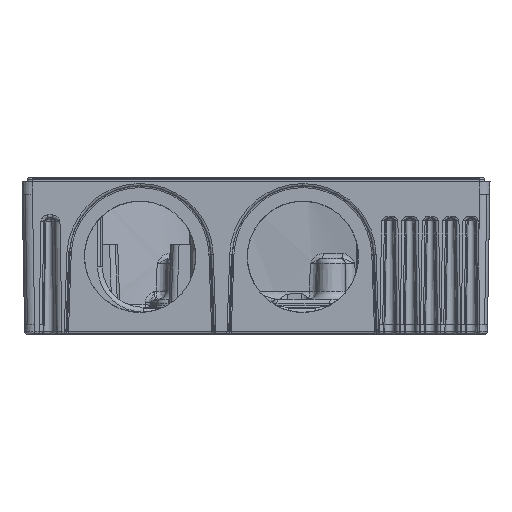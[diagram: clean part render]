
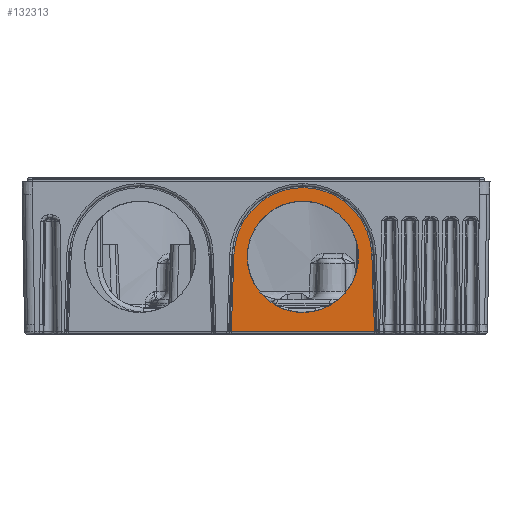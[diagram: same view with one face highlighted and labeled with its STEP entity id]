
A CAD part, front view. The second image highlights one B-rep face of the part: STEP entity #132313.
In plain terms, the highlighted planar face has unit normal (0, -1, -0.018).
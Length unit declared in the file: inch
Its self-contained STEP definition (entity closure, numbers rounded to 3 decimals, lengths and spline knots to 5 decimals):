
#6843=CARTESIAN_POINT('',(1.23991,-5.14373,0.83));
#6844=VERTEX_POINT('',#6843);
#6869=CARTESIAN_POINT('',(-0.12755,-5.14373,0.83));
#6870=VERTEX_POINT('',#6869);
#6877=CARTESIAN_POINT('',(0.55618,-5.1318,0.14648));
#6878=VERTEX_POINT('',#6877);
#6879=CARTESIAN_POINT('',(0.55618,-5.14374,0.83021));
#6880=DIRECTION('',(0.,-1.,-0.017));
#6881=DIRECTION('',(0.,-0.017,1.));
#6882=AXIS2_PLACEMENT_3D('',#6879,#6880,#6881);
#6883=ELLIPSE('',#6882,0.68383,0.68373);
#6884=EDGE_CURVE('',#6870,#6878,#6883,.T.);
#6886=CARTESIAN_POINT('',(0.55618,-5.14374,0.83021));
#6887=DIRECTION('',(0.,-1.,-0.017));
#6888=DIRECTION('',(0.,-0.017,1.));
#6889=AXIS2_PLACEMENT_3D('',#6886,#6887,#6888);
#6890=ELLIPSE('',#6889,0.68383,0.68373);
#6891=EDGE_CURVE('',#6878,#6844,#6890,.T.);
#34218=CARTESIAN_POINT('',(0.55618,-5.15858,1.68043));
#34219=VERTEX_POINT('',#34218);
#34235=CARTESIAN_POINT('',(-0.29016,-5.14431,0.86325));
#34236=VERTEX_POINT('',#34235);
#34244=CARTESIAN_POINT('',(0.55618,-5.1438,0.8337));
#34245=DIRECTION('',(0.,1.,0.017));
#34246=DIRECTION('',(0.,-0.017,1.));
#34247=AXIS2_PLACEMENT_3D('',#34244,#34245,#34246);
#34248=CIRCLE('',#34247,0.84686);
#34249=EDGE_CURVE('',#34236,#34219,#34248,.T.);
#44640=CARTESIAN_POINT('',(1.43583,-5.12766,-0.09052));
#44641=VERTEX_POINT('',#44640);
#44649=CARTESIAN_POINT('',(-0.32347,-5.12766,-0.09052));
#44650=VERTEX_POINT('',#44649);
#44651=CARTESIAN_POINT('',(1.43583,-5.12766,-0.09052));
#44652=DIRECTION('',(-1.0,0.0,0.0));
#44653=VECTOR('',#44652,1.7593);
#44654=LINE('',#44651,#44653);
#44655=EDGE_CURVE('',#44641,#44650,#44654,.T.);
#132212=CARTESIAN_POINT('',(1.40252,-5.14431,0.86325));
#132213=VERTEX_POINT('',#132212);
#132214=CARTESIAN_POINT('',(0.55618,-5.1438,0.8337));
#132215=DIRECTION('',(0.,1.,0.017));
#132216=DIRECTION('',(0.,-0.017,1.));
#132217=AXIS2_PLACEMENT_3D('',#132214,#132215,#132216);
#132218=CIRCLE('',#132217,0.84686);
#132219=EDGE_CURVE('',#34219,#132213,#132218,.T.);
#132246=CARTESIAN_POINT('',(1.40252,-5.14431,0.86325));
#132247=DIRECTION('',(0.035,0.017,-0.999));
#132248=VECTOR('',#132247,0.9545);
#132249=LINE('',#132246,#132248);
#132250=EDGE_CURVE('',#132213,#44641,#132249,.T.);
#132263=CARTESIAN_POINT('',(-0.32347,-5.12766,-0.09052));
#132264=DIRECTION('',(0.035,-0.017,0.999));
#132265=VECTOR('',#132264,0.9545);
#132266=LINE('',#132263,#132265);
#132267=EDGE_CURVE('',#44650,#34236,#132266,.T.);
#132290=CARTESIAN_POINT('',(0.55618,-5.1372,0.45553));
#132291=DIRECTION('',(0.,1.,0.017));
#132292=DIRECTION('',(0.,-0.017,1.));
#132293=AXIS2_PLACEMENT_3D('',#132290,#132291,#132292);
#132294=PLANE('',#132293);
#132295=ORIENTED_EDGE('',*,*,#44655,.F.);
#132296=ORIENTED_EDGE('',*,*,#132250,.F.);
#132297=ORIENTED_EDGE('',*,*,#132219,.F.);
#132298=ORIENTED_EDGE('',*,*,#34249,.F.);
#132299=ORIENTED_EDGE('',*,*,#132267,.F.);
#132300=EDGE_LOOP('',(#132295,#132296,#132297,#132298,#132299));
#132301=FACE_OUTER_BOUND('',#132300,.T.);
#132302=ORIENTED_EDGE('',*,*,#6891,.F.);
#132303=ORIENTED_EDGE('',*,*,#6884,.F.);
#132304=CARTESIAN_POINT('',(0.55618,-5.14374,0.83021));
#132305=DIRECTION('',(0.,-1.,-0.017));
#132306=DIRECTION('',(0.,-0.017,1.));
#132307=AXIS2_PLACEMENT_3D('',#132304,#132305,#132306);
#132308=ELLIPSE('',#132307,0.68383,0.68373);
#132309=EDGE_CURVE('',#6844,#6870,#132308,.T.);
#132310=ORIENTED_EDGE('',*,*,#132309,.F.);
#132311=EDGE_LOOP('',(#132302,#132303,#132310));
#132312=FACE_BOUND('',#132311,.T.);
#132313=ADVANCED_FACE('',(#132301,#132312),#132294,.F.);
